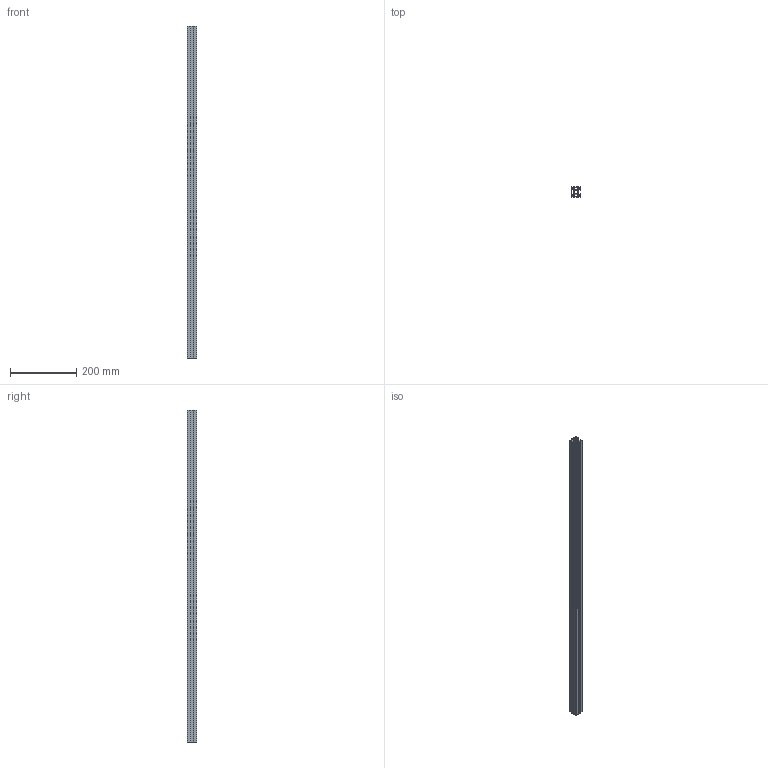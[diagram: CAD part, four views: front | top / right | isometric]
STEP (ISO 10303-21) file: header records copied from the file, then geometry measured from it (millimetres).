
FILE_DESCRIPTION (( 'STEP AP214' ), '1' );
FILE_NAME ('333.3C Êîíñòðóêöèîííûé ïðîôèëü 30õ30.3C.STEP', '2023-06-29T08:56:00', ( '' ), ( '' ), 'SwSTEP 2.0', 'SolidWorks 2022', '' );
FILE_SCHEMA (( 'AUTOMOTIVE_DESIGN' ));
Length unit declared in the file: millimetre
Products named in the file (1): 333.3C Конструкционный профиль 30х30.3C
Bounding box: 30 x 30 x 1000 mm (x, y, z)
Volume: 318509.5 mm3; surface area: 378513.8 mm2
Topology: 1 solids, 1 shells, 209 faces, 621 edges, 414 vertices
Faces by surface type: cylinder 123, plane 86
Entity records: 7167 total; most frequent: DIRECTION 1287, CARTESIAN_POINT 1245, ORIENTED_EDGE 1242, EDGE_CURVE 621, AXIS2_PLACEMENT_3D 456, VERTEX_POINT 414, LINE 375, VECTOR 375
